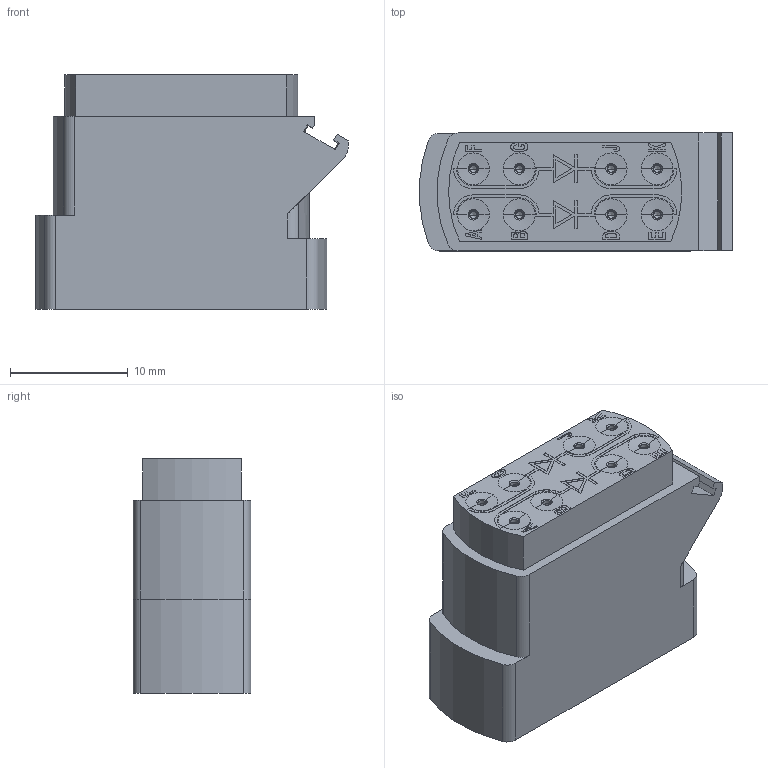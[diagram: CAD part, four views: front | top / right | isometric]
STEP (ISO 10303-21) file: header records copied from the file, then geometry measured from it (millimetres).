
FILE_DESCRIPTION((''),'2;1');
FILE_NAME('00113091002','2020-09-14T',('presta_be4'),(''),'CREO PARAMETRIC BY PTC INC, 2018360','CREO PARAMETRIC BY PTC INC, 2018360','');
FILE_SCHEMA(('CONFIG_CONTROL_DESIGN'));
Products named in the file (1): 00113091002
Bounding box: 26.57 x 10 x 19.92 mm (x, y, z)
Volume: 3662.8 mm3; surface area: 4519.1 mm2
Topology: 1 solids, 1 shells, 1388 faces, 3741 edges, 2372 vertices
Faces by surface type: plane 536, cone 312, cylinder 279, torus 196, extrusion 65
Entity records: 51699 total; most frequent: CARTESIAN_POINT 17468, ORIENTED_EDGE 7450, DIRECTION 6882, EDGE_CURVE 3725, AXIS2_PLACEMENT_3D 2726, VERTEX_POINT 2372, EDGE_LOOP 1517, VECTOR 1430
